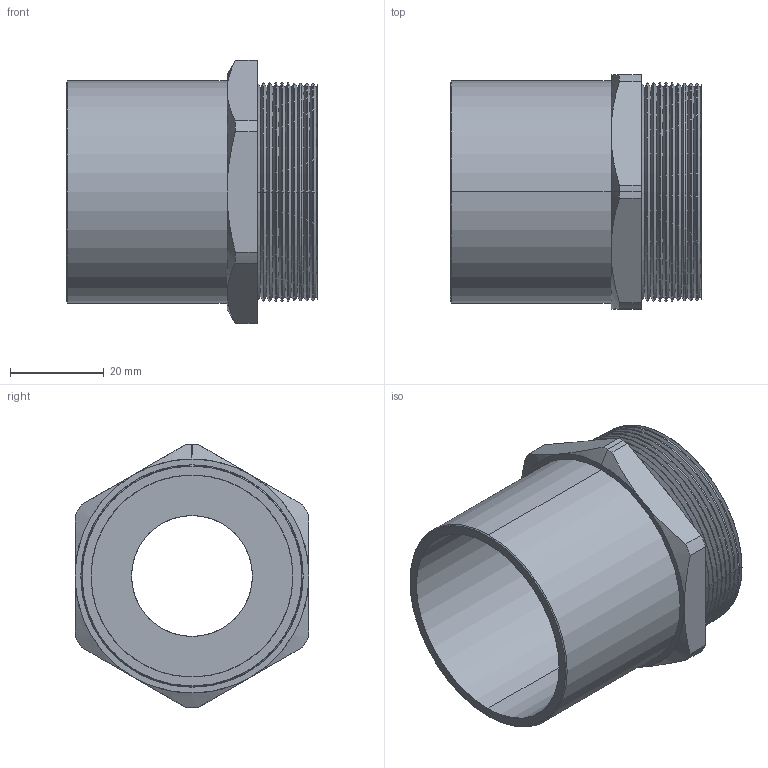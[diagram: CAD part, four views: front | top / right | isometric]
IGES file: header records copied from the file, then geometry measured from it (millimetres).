
Start section: SolidWorks IGES file using analytic representation for surfaces
Global section: file name: SM36AA-BK.IGS; native system: SolidWorks 2009; preprocessor: SolidWorks 2009; author: Owner; date: 101213.164540; units: inch
Bounding box: 53.85 x 50.04 x 56.29 mm (x, y, z)
Surface area: 19027.2 mm2 (no closed solid volume)
Topology: 0 solids, 0 shells, 91 faces, 1035 edges, 1035 vertices
Faces by surface type: revolution 80, bspline 11
